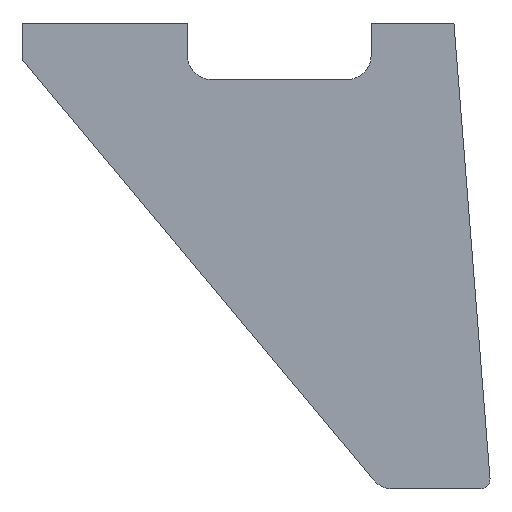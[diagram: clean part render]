
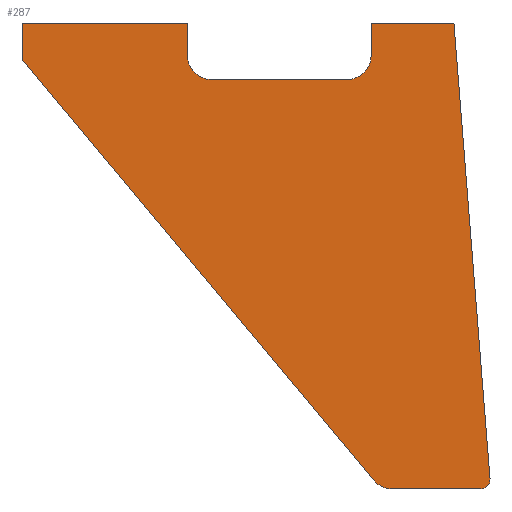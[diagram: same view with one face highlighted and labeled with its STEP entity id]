
A CAD part, left-side view. The second image highlights one B-rep face of the part: STEP entity #287.
In plain terms, the highlighted planar face has unit normal (-1, 0, 0).
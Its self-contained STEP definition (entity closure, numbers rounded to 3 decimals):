
#25=PLANE('',#324);
#40=FACE_OUTER_BOUND('',#55,.T.);
#55=EDGE_LOOP('',(#256,#257,#258,#259,#260,#261,#262,#263,#264,#265,#266,
#267,#268));
#58=LINE('',#416,#89);
#61=LINE('',#422,#92);
#64=LINE('',#428,#95);
#67=LINE('',#434,#98);
#71=LINE('',#446,#102);
#75=LINE('',#458,#106);
#78=LINE('',#464,#109);
#81=LINE('',#470,#112);
#85=LINE('',#481,#116);
#89=VECTOR('',#337,10.);
#92=VECTOR('',#342,10.);
#95=VECTOR('',#347,10.);
#98=VECTOR('',#352,10.);
#102=VECTOR('',#364,10.);
#106=VECTOR('',#376,10.);
#109=VECTOR('',#381,10.);
#112=VECTOR('',#386,10.);
#116=VECTOR('',#398,10.);
#118=CIRCLE('',#303,5.2);
#120=CIRCLE('',#310,5.);
#122=CIRCLE('',#314,2.);
#124=CIRCLE('',#320,5.2);
#126=VERTEX_POINT('',#406);
#127=VERTEX_POINT('',#407);
#130=VERTEX_POINT('',#415);
#132=VERTEX_POINT('',#421);
#134=VERTEX_POINT('',#427);
#136=VERTEX_POINT('',#433);
#138=VERTEX_POINT('',#439);
#140=VERTEX_POINT('',#445);
#142=VERTEX_POINT('',#451);
#144=VERTEX_POINT('',#457);
#146=VERTEX_POINT('',#463);
#148=VERTEX_POINT('',#469);
#150=VERTEX_POINT('',#475);
#152=EDGE_CURVE('',#126,#127,#118,.T.);
#156=EDGE_CURVE('',#130,#127,#58,.T.);
#159=EDGE_CURVE('',#132,#130,#61,.T.);
#162=EDGE_CURVE('',#134,#132,#64,.T.);
#165=EDGE_CURVE('',#136,#134,#67,.T.);
#168=EDGE_CURVE('',#138,#136,#120,.T.);
#171=EDGE_CURVE('',#140,#138,#71,.T.);
#174=EDGE_CURVE('',#142,#140,#122,.T.);
#177=EDGE_CURVE('',#144,#142,#75,.T.);
#180=EDGE_CURVE('',#146,#144,#78,.T.);
#183=EDGE_CURVE('',#148,#146,#81,.T.);
#186=EDGE_CURVE('',#148,#150,#124,.T.);
#189=EDGE_CURVE('',#126,#150,#85,.T.);
#256=ORIENTED_EDGE('',*,*,#189,.F.);
#257=ORIENTED_EDGE('',*,*,#152,.T.);
#258=ORIENTED_EDGE('',*,*,#156,.F.);
#259=ORIENTED_EDGE('',*,*,#159,.F.);
#260=ORIENTED_EDGE('',*,*,#162,.F.);
#261=ORIENTED_EDGE('',*,*,#165,.F.);
#262=ORIENTED_EDGE('',*,*,#168,.F.);
#263=ORIENTED_EDGE('',*,*,#171,.F.);
#264=ORIENTED_EDGE('',*,*,#174,.F.);
#265=ORIENTED_EDGE('',*,*,#177,.F.);
#266=ORIENTED_EDGE('',*,*,#180,.F.);
#267=ORIENTED_EDGE('',*,*,#183,.F.);
#268=ORIENTED_EDGE('',*,*,#186,.T.);
#287=ADVANCED_FACE('',(#40),#25,.F.);
#303=AXIS2_PLACEMENT_3D('',#408,#329,#330);
#310=AXIS2_PLACEMENT_3D('',#440,#357,#358);
#314=AXIS2_PLACEMENT_3D('',#452,#369,#370);
#320=AXIS2_PLACEMENT_3D('',#476,#391,#392);
#324=AXIS2_PLACEMENT_3D('',#484,#402,#403);
#329=DIRECTION('center_axis',(1.,0.,0.));
#330=DIRECTION('ref_axis',(0.,0.,
-1.));
#337=DIRECTION('',(0.,0.,-1.));
#342=DIRECTION('',(0.,-1.,0.));
#347=DIRECTION('',(0.,0.,1.));
#352=DIRECTION('',(0.,0.642,0.767));
#357=DIRECTION('center_axis',(1.,0.,0.));
#358=DIRECTION('ref_axis',(0.,0.,-1.));
#364=DIRECTION('',(0.,1.,0.));
#369=DIRECTION('center_axis',(1.,0.,0.));
#370=DIRECTION('ref_axis',(0.,-0.997,0.079));
#376=DIRECTION('',(0.,-0.079,-0.997));
#381=DIRECTION('',(0.,-1.,0.));
#386=DIRECTION('',(0.,0.,1.));
#391=DIRECTION('center_axis',(1.,0.,0.));
#392=DIRECTION('ref_axis',(0.,-1.,0.));
#398=DIRECTION('',(0.,-1.,0.));
#402=DIRECTION('center_axis',(1.,0.,0.));
#403=DIRECTION('ref_axis',(0.,0.,-1.));
#406=CARTESIAN_POINT('',(0.,114.655,-58.187));
#407=CARTESIAN_POINT('',(0.,119.855,-52.987));
#408=CARTESIAN_POINT('Origin',(0.,114.655,-52.987));
#415=CARTESIAN_POINT('',(0.,119.855,-45.838));
#416=CARTESIAN_POINT('',(0.,119.855,-45.838));
#421=CARTESIAN_POINT('',(0.,156.241,-45.838));
#422=CARTESIAN_POINT('',(0.,156.241,-45.838));
#427=CARTESIAN_POINT('',(0.,156.241,-53.838));
#428=CARTESIAN_POINT('',(0.,156.241,-53.838));
#433=CARTESIAN_POINT('',(0.,78.798,-146.432));
#434=CARTESIAN_POINT('',(0.,78.798,-146.432));
#439=CARTESIAN_POINT('',(0.,74.963,-148.225));
#440=CARTESIAN_POINT('Origin',(0.,74.963,-143.225));
#445=CARTESIAN_POINT('',(0.,55.303,-148.225));
#446=CARTESIAN_POINT('',(0.,55.303,-148.225));
#451=CARTESIAN_POINT('',(0.,53.309,-146.067));
#452=CARTESIAN_POINT('Origin',(0.,55.303,-146.225));
#457=CARTESIAN_POINT('',(0.,61.241,-45.838));
#458=CARTESIAN_POINT('',(0.,61.241,-45.838));
#463=CARTESIAN_POINT('',(0.,79.455,-45.838));
#464=CARTESIAN_POINT('',(0.,79.455,-45.838));
#469=CARTESIAN_POINT('',(0.,79.455,-52.987));
#470=CARTESIAN_POINT('',(0.,79.455,-52.987));
#475=CARTESIAN_POINT('',(0.,84.655,-58.187));
#476=CARTESIAN_POINT('Origin',(0.,84.655,-52.987));
#481=CARTESIAN_POINT('',(0.,114.655,-58.187));
#484=CARTESIAN_POINT('Origin',(0.,104.772,-97.031));
